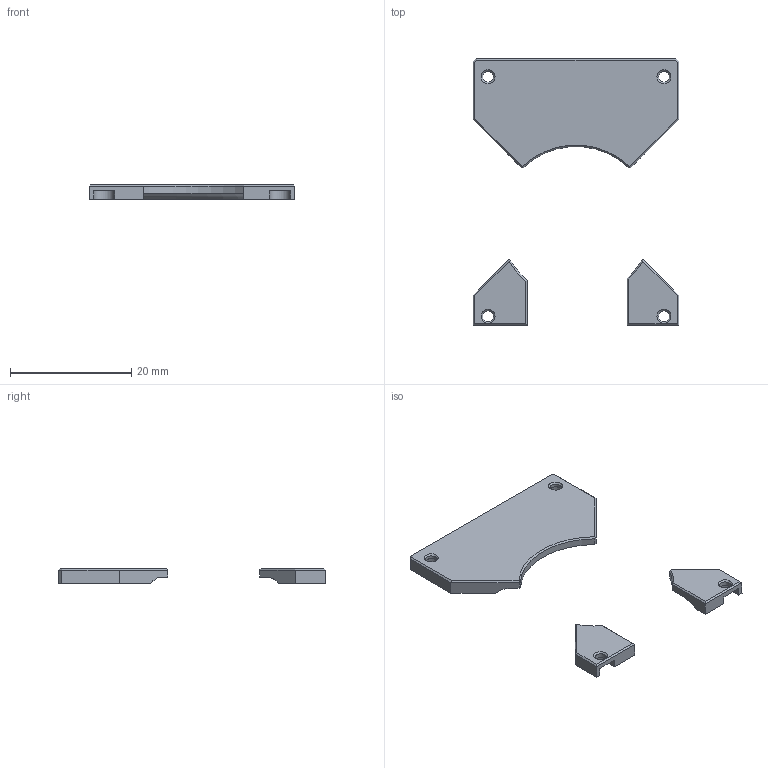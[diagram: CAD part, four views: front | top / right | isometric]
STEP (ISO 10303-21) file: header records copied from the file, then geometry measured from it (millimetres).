
FILE_DESCRIPTION(/* description */ ('Unknown'),/* implementation_level */ '2;1');
FILE_NAME(/* name */ 'lomo_LCA_shutterTrack_cap',/* time_stamp */ '2024-03-15T12:09:52-04:00',/* author */ ('Unknown'),/* organization */ ('Unknown'),/* preprocessor_version */ 'ST-DEVELOPER v18.1',/* originating_system */ 'Solid Edge',/* authorisation */ 'Unknown');
FILE_SCHEMA (('AUTOMOTIVE_DESIGN {1 0 10303 214 3 1 1}'));
Length unit declared in the file: millimetre
Products named in the file (2): lomo_LCA; lomo_LCA_shutterTrack_cap
Assembly tree (1 placements, depth 2):
  lomo_LCA
    lomo_LCA_shutterTrack_cap
Bounding box: 33.9 x 44 x 2.4 mm (x, y, z)
Volume: 1362.7 mm3; surface area: 1675 mm2
Topology: 3 solids, 3 shells, 72 faces, 174 edges, 110 vertices
Faces by surface type: plane 51, cylinder 11, cone 7, torus 3
Full cylindrical faces by diameter (mm): 1.8 x4, 3.5 x2
Entity records: 2111 total; most frequent: CARTESIAN_POINT 399, DIRECTION 330, ORIENTED_EDGE 328, EDGE_CURVE 164, LINE 112, VECTOR 112, VERTEX_POINT 110, AXIS2_PLACEMENT_3D 109
